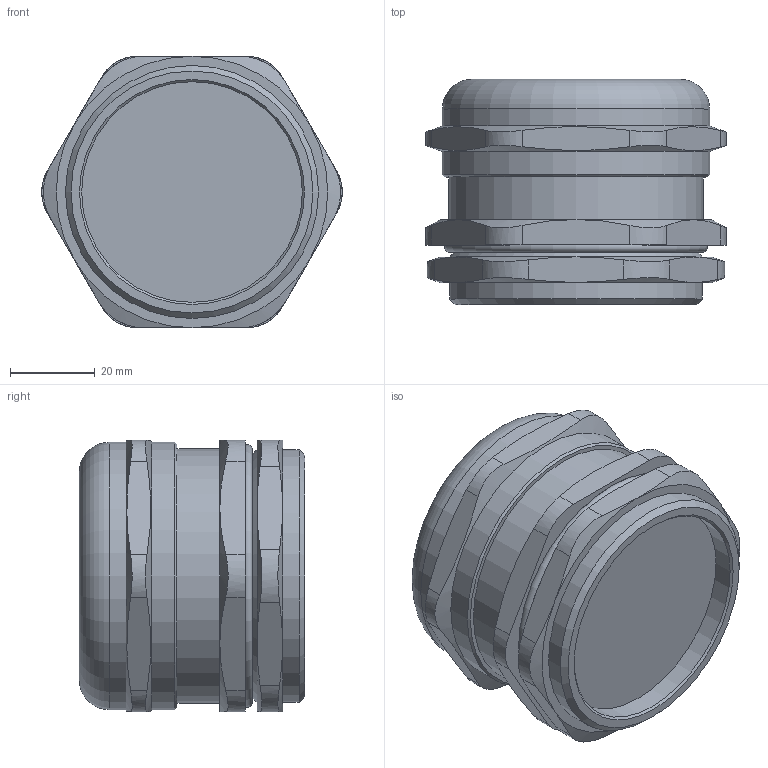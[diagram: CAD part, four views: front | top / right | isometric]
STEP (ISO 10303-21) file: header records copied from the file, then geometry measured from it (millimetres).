
FILE_DESCRIPTION(/* description */ ('ГОФРОМАТИК G (2 (37-44 мм)'),/* implementation_level */ '2;1');
FILE_NAME(/* name */ '',/* time_stamp */ '2025-01-24T16:20:25+07:00',/* author */ ('zeta-86'),/* organization */ (''),/* preprocessor_version */ 'ST-DEVELOPER v19.2',/* originating_system */ 'Autodesk Inventor 2024',/* authorisation */ '');
FILE_SCHEMA (('AUTOMOTIVE_DESIGN { 1 0 10303 214 3 1 1 }'));
Length unit declared in the file: millimetre
Products named in the file (1): ГОФРОМАТИК G (2 (
37-44 мм)
Bounding box: 70.81 x 53.08 x 64 mm (x, y, z)
Volume: 151542.9 mm3; surface area: 20258.4 mm2
Topology: 1 solids, 1 shells, 80 faces, 190 edges, 120 vertices
Faces by surface type: plane 28, cone 25, cylinder 24, torus 3
Full cylindrical faces by diameter (mm): 44.5 x1, 52 x1, 59.614 x1, 59.97 x1, 63 x2
Entity records: 2659 total; most frequent: CARTESIAN_POINT 831, ORIENTED_EDGE 380, DIRECTION 327, EDGE_CURVE 190, AXIS2_PLACEMENT_3D 136, VERTEX_POINT 120, EDGE_LOOP 88, FACE_OUTER_BOUND 80
